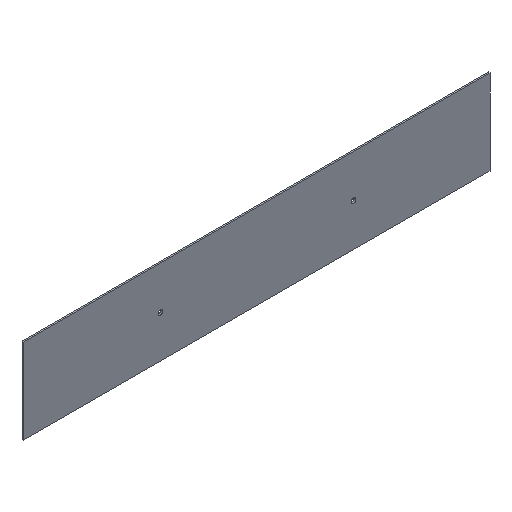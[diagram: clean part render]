
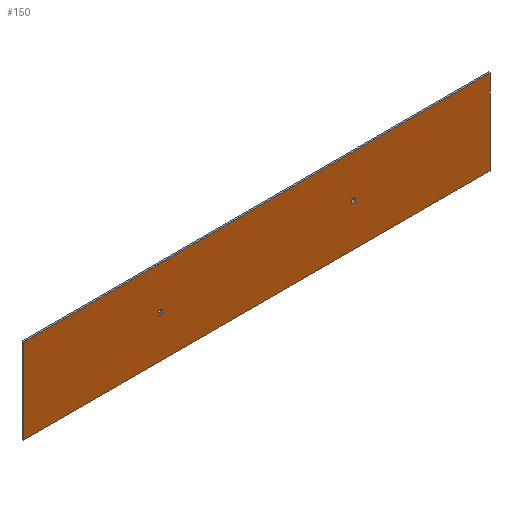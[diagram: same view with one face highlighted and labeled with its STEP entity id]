
A CAD part, isometric view. The second image highlights one B-rep face of the part: STEP entity #150.
In plain terms, the highlighted planar face has unit normal (0, -1, 0).
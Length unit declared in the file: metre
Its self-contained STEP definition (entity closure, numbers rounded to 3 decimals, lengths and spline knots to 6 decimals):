
#20=CIRCLE('',#169,0.0025);
#22=CIRCLE('',#172,0.0025);
#46=ORIENTED_EDGE('',*,*,#70,.F.);
#47=ORIENTED_EDGE('',*,*,#68,.F.);
#48=ORIENTED_EDGE('',*,*,#60,.F.);
#49=ORIENTED_EDGE('',*,*,#64,.T.);
#50=ORIENTED_EDGE('',*,*,#67,.T.);
#51=ORIENTED_EDGE('',*,*,#73,.F.);
#60=EDGE_CURVE('',#76,#77,#88,.T.);
#64=EDGE_CURVE('',#76,#79,#92,.T.);
#67=EDGE_CURVE('',#79,#81,#95,.T.);
#68=EDGE_CURVE('',#82,#82,#20,.T.);
#70=EDGE_CURVE('',#84,#84,#22,.T.);
#73=EDGE_CURVE('',#77,#81,#97,.T.);
#76=VERTEX_POINT('',#221);
#77=VERTEX_POINT('',#223);
#79=VERTEX_POINT('',#229);
#81=VERTEX_POINT('',#235);
#82=VERTEX_POINT('',#239);
#84=VERTEX_POINT('',#244);
#88=LINE('',#222,#100);
#92=LINE('',#230,#104);
#95=LINE('',#236,#107);
#97=LINE('',#249,#109);
#100=VECTOR('',#183,1.);
#104=VECTOR('',#189,1.);
#107=VECTOR('',#194,1.);
#109=VECTOR('',#210,1.);
#118=EDGE_LOOP('',(#46));
#119=EDGE_LOOP('',(#47));
#120=EDGE_LOOP('',(#48,#49,#50,#51));
#132=FACE_BOUND('',#118,.T.);
#133=FACE_BOUND('',#119,.T.);
#134=FACE_BOUND('',#120,.T.);
#142=PLANE('',#175);
#150=ADVANCED_FACE('',(#132,#133,#134),#142,.T.);
#169=AXIS2_PLACEMENT_3D('',#238,#197,#198);
#172=AXIS2_PLACEMENT_3D('',#243,#203,#204);
#175=AXIS2_PLACEMENT_3D('',#250,#211,#212);
#183=DIRECTION('',(-1.,0.,0.));
#189=DIRECTION('',(0.,0.,1.));
#194=DIRECTION('',(-1.,0.,0.));
#197=DIRECTION('',(0.,-1.,0.));
#198=DIRECTION('',(0.,0.,-1.));
#203=DIRECTION('',(0.,-1.,0.));
#204=DIRECTION('',(0.,0.,-1.));
#210=DIRECTION('',(0.,0.,1.));
#211=DIRECTION('',(0.,-1.,0.));
#212=DIRECTION('',(1.,0.,0.));
#221=CARTESIAN_POINT('',(0.2415,-0.002,-0.044));
#222=CARTESIAN_POINT('',(0.,-0.002,-0.044));
#223=CARTESIAN_POINT('',(-0.2415,-0.002,-0.044));
#229=CARTESIAN_POINT('',(0.2415,-0.002,0.044));
#230=CARTESIAN_POINT('',(0.2415,-0.002,0.));
#235=CARTESIAN_POINT('',(-0.2415,-0.002,0.044));
#236=CARTESIAN_POINT('',(0.,-0.002,0.044));
#238=CARTESIAN_POINT('',(-0.1,-0.002,0.));
#239=CARTESIAN_POINT('',(-0.1,-0.002,-0.0025));
#243=CARTESIAN_POINT('',(0.1,-0.002,0.));
#244=CARTESIAN_POINT('',(0.1,-0.002,-0.0025));
#249=CARTESIAN_POINT('',(-0.2415,-0.002,0.));
#250=CARTESIAN_POINT('',(0.,-0.002,0.));
